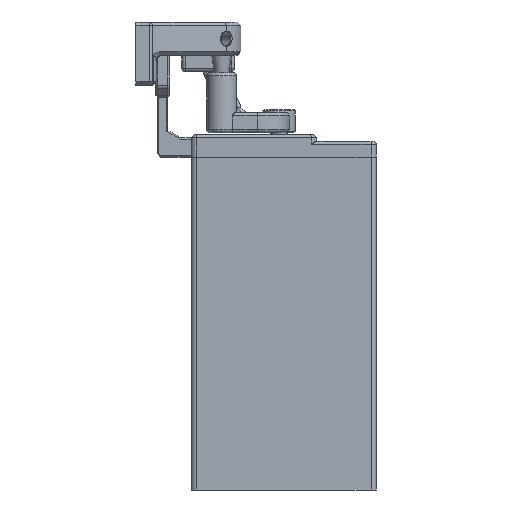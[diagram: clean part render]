
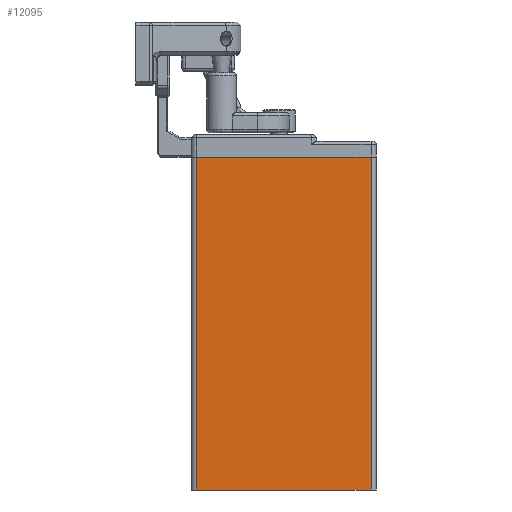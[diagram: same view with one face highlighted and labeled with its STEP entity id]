
A CAD part, left-side view. The second image highlights one B-rep face of the part: STEP entity #12095.
In plain terms, the highlighted planar face has unit normal (-1, 0, 0).
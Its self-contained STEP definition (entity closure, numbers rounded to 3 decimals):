
#737=LINE('',#18448,#1960);
#767=LINE('',#18521,#1990);
#769=LINE('',#18525,#1992);
#770=LINE('',#18526,#1993);
#1960=VECTOR('',#14754,10.);
#1990=VECTOR('',#14816,10.);
#1992=VECTOR('',#14820,10.);
#1993=VECTOR('',#14821,10.);
#3199=FACE_OUTER_BOUND('',#3972,.T.);
#3972=EDGE_LOOP('',(#8838,#8839,#8840,#8841));
#5297=VERTEX_POINT('',#18445);
#5298=VERTEX_POINT('',#18447);
#5325=VERTEX_POINT('',#18519);
#5326=VERTEX_POINT('',#18524);
#6563=EDGE_CURVE('',#5297,#5298,#737,.T.);
#6599=EDGE_CURVE('',#5325,#5297,#767,.T.);
#6601=EDGE_CURVE('',#5326,#5325,#769,.T.);
#6602=EDGE_CURVE('',#5326,#5298,#770,.T.);
#8838=ORIENTED_EDGE('',*,*,#6599,.F.);
#8839=ORIENTED_EDGE('',*,*,#6601,.F.);
#8840=ORIENTED_EDGE('',*,*,#6602,.T.);
#8841=ORIENTED_EDGE('',*,*,#6563,.F.);
#11635=PLANE('',#12934);
#12095=ADVANCED_FACE('',(#3199),#11635,.T.);
#12934=AXIS2_PLACEMENT_3D('',#18523,#14818,#14819);
#14754=DIRECTION('',(0.,1.,0.));
#14816=DIRECTION('',(0.,0.,-1.));
#14818=DIRECTION('center_axis',(-1.,0.,
0.));
#14819=DIRECTION('ref_axis',(0.,1.,0.));
#14820=DIRECTION('',(0.,-1.,0.));
#14821=DIRECTION('',(0.,0.,-1.));
#18445=CARTESIAN_POINT('',(23.471,-113.8,35.846));
#18447=CARTESIAN_POINT('',(23.471,-61.3,35.846));
#18448=CARTESIAN_POINT('',(23.471,-107.35,35.846));
#18519=CARTESIAN_POINT('',(23.471,-113.8,135.846));
#18521=CARTESIAN_POINT('',(23.471,-113.8,135.846));
#18523=CARTESIAN_POINT('Origin',(23.471,-108.8,135.846));
#18524=CARTESIAN_POINT('',(23.471,-61.3,135.846));
#18525=CARTESIAN_POINT('',(23.471,-95.174,135.846));
#18526=CARTESIAN_POINT('',(23.471,-61.3,60.846));
